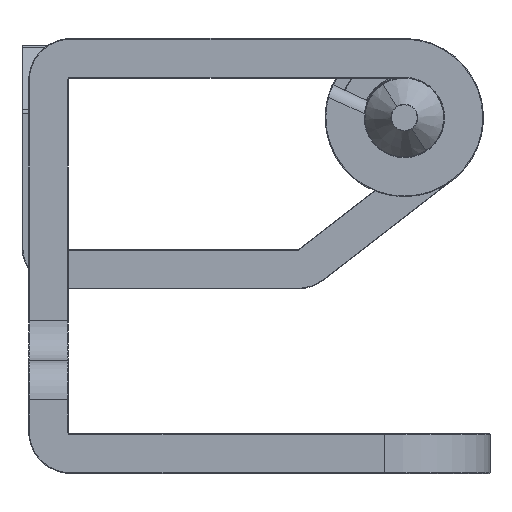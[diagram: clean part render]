
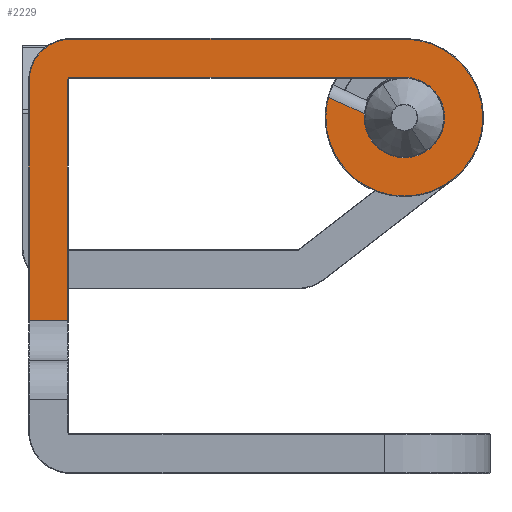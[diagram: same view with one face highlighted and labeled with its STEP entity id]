
A CAD part, front view. The second image highlights one B-rep face of the part: STEP entity #2229.
In plain terms, the highlighted face is planar.
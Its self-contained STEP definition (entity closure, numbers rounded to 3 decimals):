
#126 = CARTESIAN_POINT ( 'NONE',  ( 23., 10.5, -11. ) ) ;
#130 = DIRECTION ( 'NONE',  ( 1., 0., 0. ) ) ;
#131 = CARTESIAN_POINT ( 'NONE',  ( 23., 10.792, -7.964 ) ) ;
#222 = CIRCLE ( 'NONE', #5461, 3.15 ) ;
#307 = CARTESIAN_POINT ( 'NONE',  ( 23., 16.45, 14.3 ) ) ;
#652 = EDGE_CURVE ( 'NONE', #2736, #8037, #2081, .T. ) ;
#673 = EDGE_CURVE ( 'NONE', #2307, #1448, #3604, .T. ) ;
#900 = EDGE_LOOP ( 'NONE', ( #4705, #6808, #5127, #2903, #1698, #3330, #6025, #4001, #7980, #6924, #3269, #1944, #3020, #2371 ) ) ;
#946 = AXIS2_PLACEMENT_3D ( 'NONE', #6057, #8013, #7290 ) ;
#1263 = VECTOR ( 'NONE', #3734, 1000. ) ;
#1279 = CARTESIAN_POINT ( 'NONE',  ( 23., -58.938, 17.45 ) ) ;
#1314 = EDGE_CURVE ( 'NONE', #4408, #7631, #2868, .T. ) ;
#1428 = EDGE_CURVE ( 'NONE', #8037, #5313, #8274, .T. ) ;
#1448 = VERTEX_POINT ( 'NONE', #4286 ) ;
#1480 = DIRECTION ( 'NONE',  ( 0., 0., 1. ) ) ;
#1614 = CARTESIAN_POINT ( 'NONE',  ( 23., 10.5, -11. ) ) ;
#1698 = ORIENTED_EDGE ( 'NONE', *, *, #5693, .T. ) ;
#1762 = EDGE_CURVE ( 'NONE', #4385, #2736, #1855, .T. ) ;
#1768 = CARTESIAN_POINT ( 'NONE',  ( 23., 10.5, -11. ) ) ;
#1845 = EDGE_CURVE ( 'NONE', #6032, #4408, #4699, .T. ) ;
#1855 = CIRCLE ( 'NONE', #3286, 3.05 ) ;
#1902 = CARTESIAN_POINT ( 'NONE',  ( 23., 10.5, -11. ) ) ;
#1944 = ORIENTED_EDGE ( 'NONE', *, *, #2844, .T. ) ;
#1978 = VERTEX_POINT ( 'NONE', #307 ) ;
#2081 = CIRCLE ( 'NONE', #7935, 3.05 ) ;
#2123 = CARTESIAN_POINT ( 'NONE',  ( 23., 13.3, 14.55 ) ) ;
#2183 = LINE ( 'NONE', #2123, #5191 ) ;
#2229 = ADVANCED_FACE ( 'NONE', ( #7092 ), #6752, .F. ) ;
#2297 = CARTESIAN_POINT ( 'NONE',  ( 23., 13.3, 17.45 ) ) ;
#2307 = VERTEX_POINT ( 'NONE', #5073 ) ;
#2318 = DIRECTION ( 'NONE',  ( 0., 0., 1. ) ) ;
#2371 = ORIENTED_EDGE ( 'NONE', *, *, #5001, .T. ) ;
#2411 = CARTESIAN_POINT ( 'NONE',  ( 23., 10.5, -11. ) ) ;
#2451 = EDGE_CURVE ( 'NONE', #1448, #6032, #2183, .T. ) ;
#2466 = CIRCLE ( 'NONE', #7540, 5.95 ) ;
#2470 = DIRECTION ( 'NONE',  ( 0., 0., 1. ) ) ;
#2486 = CARTESIAN_POINT ( 'NONE',  ( 23., -4.9, -17.5 ) ) ;
#2535 = CIRCLE ( 'NONE', #946, 5.95 ) ;
#2542 = CARTESIAN_POINT ( 'NONE',  ( 23., 13.55, 14.3 ) ) ;
#2566 = CARTESIAN_POINT ( 'NONE',  ( 23., 10.5, -14.05 ) ) ;
#2736 = VERTEX_POINT ( 'NONE', #5573 ) ;
#2751 = DIRECTION ( 'NONE',  ( 0., 1., 0. ) ) ;
#2758 = AXIS2_PLACEMENT_3D ( 'NONE', #7392, #6970, #6142 ) ;
#2772 = VERTEX_POINT ( 'NONE', #2297 ) ;
#2803 = AXIS2_PLACEMENT_3D ( 'NONE', #7285, #3457, #7951 ) ;
#2840 = VECTOR ( 'NONE', #5154, 1000. ) ;
#2844 = EDGE_CURVE ( 'NONE', #6310, #1978, #4379, .T. ) ;
#2868 = LINE ( 'NONE', #3505, #3786 ) ;
#2874 = CARTESIAN_POINT ( 'NONE',  ( 23., 12.035, -5.251 ) ) ;
#2903 = ORIENTED_EDGE ( 'NONE', *, *, #1314, .T. ) ;
#3020 = ORIENTED_EDGE ( 'NONE', *, *, #6547, .T. ) ;
#3269 = ORIENTED_EDGE ( 'NONE', *, *, #7171, .T. ) ;
#3286 = AXIS2_PLACEMENT_3D ( 'NONE', #1614, #3577, #2318 ) ;
#3330 = ORIENTED_EDGE ( 'NONE', *, *, #1762, .T. ) ;
#3355 = CARTESIAN_POINT ( 'NONE',  ( 23., 13.3, 14.3 ) ) ;
#3457 = DIRECTION ( 'NONE',  ( -1., 0., 0. ) ) ;
#3478 = CARTESIAN_POINT ( 'NONE',  ( 23., 13.3, 14.55 ) ) ;
#3505 = CARTESIAN_POINT ( 'NONE',  ( 23., 13.55, -11. ) ) ;
#3577 = DIRECTION ( 'NONE',  ( -1., 0., 0. ) ) ;
#3604 = LINE ( 'NONE', #2486, #6591 ) ;
#3734 = DIRECTION ( 'NONE',  ( 0., 0., 1. ) ) ;
#3744 = EDGE_CURVE ( 'NONE', #5313, #5283, #2466, .T. ) ;
#3786 = VECTOR ( 'NONE', #5483, 1000. ) ;
#4001 = ORIENTED_EDGE ( 'NONE', *, *, #1428, .T. ) ;
#4062 = LINE ( 'NONE', #1279, #2840 ) ;
#4230 = DIRECTION ( 'NONE',  ( 0., 0., 1. ) ) ;
#4286 = CARTESIAN_POINT ( 'NONE',  ( 23., -4.9, 14.55 ) ) ;
#4315 = CARTESIAN_POINT ( 'NONE',  ( 23., 12.091, -5.129 ) ) ;
#4379 = LINE ( 'NONE', #5062, #1263 ) ;
#4385 = VERTEX_POINT ( 'NONE', #2566 ) ;
#4408 = VERTEX_POINT ( 'NONE', #2542 ) ;
#4699 = CIRCLE ( 'NONE', #2803, 0.25 ) ;
#4705 = ORIENTED_EDGE ( 'NONE', *, *, #673, .T. ) ;
#4878 = DIRECTION ( 'NONE',  ( 1., 0., 0. ) ) ;
#5001 = EDGE_CURVE ( 'NONE', #2772, #2307, #4062, .T. ) ;
#5036 = DIRECTION ( 'NONE',  ( 0., 0., 1. ) ) ;
#5062 = CARTESIAN_POINT ( 'NONE',  ( 23., 16.45, -17.5 ) ) ;
#5073 = CARTESIAN_POINT ( 'NONE',  ( 23., -4.9, 17.45 ) ) ;
#5127 = ORIENTED_EDGE ( 'NONE', *, *, #1845, .T. ) ;
#5154 = DIRECTION ( 'NONE',  ( 0., -1., 0. ) ) ;
#5191 = VECTOR ( 'NONE', #2751, 1000. ) ;
#5283 = VERTEX_POINT ( 'NONE', #7335 ) ;
#5313 = VERTEX_POINT ( 'NONE', #2874 ) ;
#5327 = CARTESIAN_POINT ( 'NONE',  ( 23., 13.55, -11. ) ) ;
#5461 = AXIS2_PLACEMENT_3D ( 'NONE', #3355, #130, #1480 ) ;
#5483 = DIRECTION ( 'NONE',  ( 0., 0., -1. ) ) ;
#5550 = DIRECTION ( 'NONE',  ( 0., 0.417, 0.909 ) ) ;
#5573 = CARTESIAN_POINT ( 'NONE',  ( 23., 10.5, -7.95 ) ) ;
#5581 = AXIS2_PLACEMENT_3D ( 'NONE', #1902, #8203, #2470 ) ;
#5632 = CARTESIAN_POINT ( 'NONE',  ( 23., 16.45, -11. ) ) ;
#5693 = EDGE_CURVE ( 'NONE', #7631, #4385, #6553, .T. ) ;
#5777 = AXIS2_PLACEMENT_3D ( 'NONE', #126, #7406, #4230 ) ;
#6025 = ORIENTED_EDGE ( 'NONE', *, *, #652, .T. ) ;
#6032 = VERTEX_POINT ( 'NONE', #3478 ) ;
#6057 = CARTESIAN_POINT ( 'NONE',  ( 23., 10.5, -11. ) ) ;
#6142 = DIRECTION ( 'NONE',  ( 0., 0., 1. ) ) ;
#6188 = DIRECTION ( 'NONE',  ( 0., 0., 1. ) ) ;
#6310 = VERTEX_POINT ( 'NONE', #5632 ) ;
#6547 = EDGE_CURVE ( 'NONE', #1978, #2772, #222, .T. ) ;
#6553 = CIRCLE ( 'NONE', #5777, 3.05 ) ;
#6591 = VECTOR ( 'NONE', #7673, 1000. ) ;
#6752 = PLANE ( 'NONE',  #2758 ) ;
#6808 = ORIENTED_EDGE ( 'NONE', *, *, #2451, .T. ) ;
#6924 = ORIENTED_EDGE ( 'NONE', *, *, #7408, .T. ) ;
#6970 = DIRECTION ( 'NONE',  ( -1., 0., 0. ) ) ;
#7022 = VECTOR ( 'NONE', #5550, 1000. ) ;
#7092 = FACE_OUTER_BOUND ( 'NONE', #900, .T. ) ;
#7171 = EDGE_CURVE ( 'NONE', #7494, #6310, #2535, .T. ) ;
#7172 = CARTESIAN_POINT ( 'NONE',  ( 23., 10.5, -16.95 ) ) ;
#7228 = CIRCLE ( 'NONE', #5581, 5.95 ) ;
#7285 = CARTESIAN_POINT ( 'NONE',  ( 23., 13.3, 14.3 ) ) ;
#7290 = DIRECTION ( 'NONE',  ( 0., 0., 1. ) ) ;
#7335 = CARTESIAN_POINT ( 'NONE',  ( 23., 10.5, -5.05 ) ) ;
#7392 = CARTESIAN_POINT ( 'NONE',  ( 23., -58.938, -17.5 ) ) ;
#7406 = DIRECTION ( 'NONE',  ( -1., 0., 0. ) ) ;
#7408 = EDGE_CURVE ( 'NONE', #5283, #7494, #7228, .T. ) ;
#7494 = VERTEX_POINT ( 'NONE', #7172 ) ;
#7540 = AXIS2_PLACEMENT_3D ( 'NONE', #2411, #4878, #6188 ) ;
#7631 = VERTEX_POINT ( 'NONE', #5327 ) ;
#7673 = DIRECTION ( 'NONE',  ( 0., 0., -1. ) ) ;
#7935 = AXIS2_PLACEMENT_3D ( 'NONE', #1768, #8265, #5036 ) ;
#7951 = DIRECTION ( 'NONE',  ( 0., 0., 1. ) ) ;
#7980 = ORIENTED_EDGE ( 'NONE', *, *, #3744, .T. ) ;
#8013 = DIRECTION ( 'NONE',  ( 1., 0., 0. ) ) ;
#8037 = VERTEX_POINT ( 'NONE', #131 ) ;
#8203 = DIRECTION ( 'NONE',  ( 1., 0., 0. ) ) ;
#8265 = DIRECTION ( 'NONE',  ( -1., 0., 0. ) ) ;
#8274 = LINE ( 'NONE', #4315, #7022 ) ;
